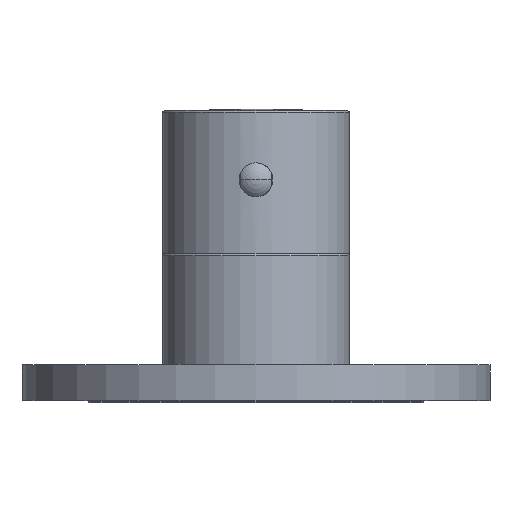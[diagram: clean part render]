
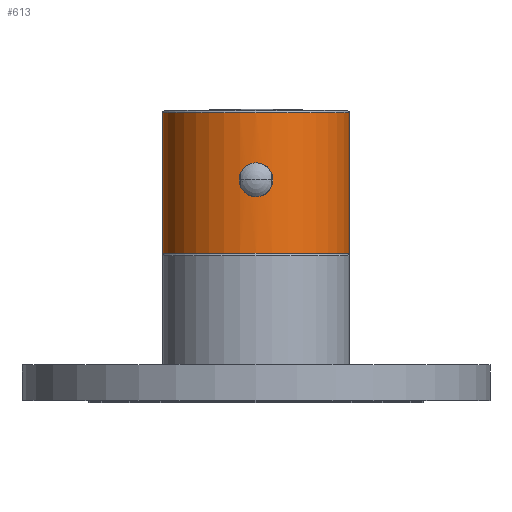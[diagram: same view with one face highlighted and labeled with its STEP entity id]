
A CAD part, top view. The second image highlights one B-rep face of the part: STEP entity #613.
In plain terms, the highlighted cylindrical face has radius 21 mm (diameter 42 mm), a partial arc.
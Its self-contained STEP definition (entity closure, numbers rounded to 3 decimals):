
#64=DIRECTION('',(0.,1.,0.));
#65=VECTOR('',#64,31.509);
#66=CARTESIAN_POINT('',(-21.,33.,0.));
#67=LINE('',#66,#65);
#68=CARTESIAN_POINT('',(0.,64.509,0.));
#69=DIRECTION('',(0.,1.,0.));
#70=DIRECTION('',(-1.,0.,0.));
#71=AXIS2_PLACEMENT_3D('',#68,#69,#70);
#73=DIRECTION('',(0.,-1.,0.));
#74=VECTOR('',#73,31.509);
#75=CARTESIAN_POINT('',(21.,64.509,0.));
#76=LINE('',#75,#74);
#77=CARTESIAN_POINT('',(0.,33.,0.));
#78=DIRECTION('',(0.,-1.,0.));
#79=DIRECTION('',(1.,0.,0.));
#80=AXIS2_PLACEMENT_3D('',#77,#78,#79);
#82=DIRECTION('',(0.,-1.,0.));
#83=VECTOR('',#82,2.778);
#84=CARTESIAN_POINT('',(3.537,50.889,20.7));
#85=LINE('',#84,#83);
#86=CARTESIAN_POINT('',(3.537,50.889,20.7));
#87=CARTESIAN_POINT('',(3.5,50.983,20.706));
#88=CARTESIAN_POINT('',(3.419,51.168,20.72));
#89=CARTESIAN_POINT('',(3.275,51.436,20.743));
#90=CARTESIAN_POINT('',(3.11,51.691,20.769));
#91=CARTESIAN_POINT('',(2.924,51.933,20.796));
#92=CARTESIAN_POINT('',(2.72,52.159,20.823));
#93=CARTESIAN_POINT('',(2.498,52.369,20.851));
#94=CARTESIAN_POINT('',(2.261,52.56,20.878));
#95=CARTESIAN_POINT('',(2.008,52.731,20.904));
#96=CARTESIAN_POINT('',(1.744,52.88,20.928));
#97=CARTESIAN_POINT('',(1.469,53.009,20.949));
#98=CARTESIAN_POINT('',(1.186,53.114,20.967));
#99=CARTESIAN_POINT('',(0.895,53.197,20.982));
#100=CARTESIAN_POINT('',(0.6,53.256,20.992));
#101=CARTESIAN_POINT('',(0.301,53.292,20.999));
#102=CARTESIAN_POINT('',(0.1,53.3,21.));
#103=CARTESIAN_POINT('',(0.,53.3,21.));
#105=CARTESIAN_POINT('',(0.,53.3,21.));
#106=CARTESIAN_POINT('',(-0.1,53.3,21.));
#107=CARTESIAN_POINT('',(-0.301,53.292,20.999));
#108=CARTESIAN_POINT('',(-0.6,53.256,20.992));
#109=CARTESIAN_POINT('',(-0.895,53.197,20.982));
#110=CARTESIAN_POINT('',(-1.186,53.114,20.967));
#111=CARTESIAN_POINT('',(-1.469,53.009,20.949));
#112=CARTESIAN_POINT('',(-1.744,52.88,20.928));
#113=CARTESIAN_POINT('',(-2.008,52.731,20.904));
#114=CARTESIAN_POINT('',(-2.261,52.56,20.878));
#115=CARTESIAN_POINT('',(-2.498,52.369,20.851));
#116=CARTESIAN_POINT('',(-2.72,52.159,20.823));
#117=CARTESIAN_POINT('',(-2.924,51.933,20.796));
#118=CARTESIAN_POINT('',(-3.11,51.691,20.769));
#119=CARTESIAN_POINT('',(-3.275,51.436,20.743));
#120=CARTESIAN_POINT('',(-3.419,51.168,20.72));
#121=CARTESIAN_POINT('',(-3.5,50.983,20.706));
#122=CARTESIAN_POINT('',(-3.537,50.889,20.7));
#124=DIRECTION('',(0.,-1.,0.));
#125=VECTOR('',#124,2.778);
#126=CARTESIAN_POINT('',(-3.537,50.889,20.7));
#127=LINE('',#126,#125);
#128=CARTESIAN_POINT('',(-3.537,48.111,20.7));
#129=CARTESIAN_POINT('',(-3.5,48.017,20.706));
#130=CARTESIAN_POINT('',(-3.419,47.832,20.72));
#131=CARTESIAN_POINT('',(-3.275,47.564,20.743));
#132=CARTESIAN_POINT('',(-3.11,47.309,20.769));
#133=CARTESIAN_POINT('',(-2.924,47.067,20.796));
#134=CARTESIAN_POINT('',(-2.72,46.841,20.823));
#135=CARTESIAN_POINT('',(-2.498,46.631,20.851));
#136=CARTESIAN_POINT('',(-2.261,46.44,20.878));
#137=CARTESIAN_POINT('',(-2.008,46.269,20.904));
#138=CARTESIAN_POINT('',(-1.744,46.12,20.928));
#139=CARTESIAN_POINT('',(-1.469,45.991,20.949));
#140=CARTESIAN_POINT('',(-1.186,45.886,20.967));
#141=CARTESIAN_POINT('',(-0.895,45.803,20.982));
#142=CARTESIAN_POINT('',(-0.6,45.744,20.992));
#143=CARTESIAN_POINT('',(-0.301,45.708,20.999));
#144=CARTESIAN_POINT('',(-0.1,45.7,21.));
#145=CARTESIAN_POINT('',(0.,45.7,21.));
#147=CARTESIAN_POINT('',(0.,45.7,21.));
#148=CARTESIAN_POINT('',(0.1,45.7,21.));
#149=CARTESIAN_POINT('',(0.301,45.708,20.999));
#150=CARTESIAN_POINT('',(0.6,45.744,20.992));
#151=CARTESIAN_POINT('',(0.895,45.803,20.982));
#152=CARTESIAN_POINT('',(1.186,45.886,20.967));
#153=CARTESIAN_POINT('',(1.469,45.991,20.949));
#154=CARTESIAN_POINT('',(1.744,46.12,20.928));
#155=CARTESIAN_POINT('',(2.008,46.269,20.904));
#156=CARTESIAN_POINT('',(2.261,46.44,20.878));
#157=CARTESIAN_POINT('',(2.498,46.631,20.851));
#158=CARTESIAN_POINT('',(2.72,46.841,20.823));
#159=CARTESIAN_POINT('',(2.924,47.067,20.796));
#160=CARTESIAN_POINT('',(3.11,47.309,20.769));
#161=CARTESIAN_POINT('',(3.275,47.564,20.743));
#162=CARTESIAN_POINT('',(3.419,47.832,20.72));
#163=CARTESIAN_POINT('',(3.5,48.017,20.706));
#164=CARTESIAN_POINT('',(3.537,48.111,20.7));
#442=CARTESIAN_POINT('',(21.,33.,0.));
#443=CARTESIAN_POINT('',(-21.,33.,0.));
#444=VERTEX_POINT('',#442);
#445=VERTEX_POINT('',#443);
#454=CARTESIAN_POINT('',(-21.,64.509,0.));
#455=CARTESIAN_POINT('',(21.,64.509,0.));
#456=VERTEX_POINT('',#454);
#457=VERTEX_POINT('',#455);
#466=CARTESIAN_POINT('',(3.537,50.889,20.7));
#467=CARTESIAN_POINT('',(3.537,48.111,20.7));
#468=VERTEX_POINT('',#466);
#469=VERTEX_POINT('',#467);
#470=CARTESIAN_POINT('',(-3.537,50.889,20.7));
#471=CARTESIAN_POINT('',(-3.537,48.111,20.7));
#472=VERTEX_POINT('',#470);
#473=VERTEX_POINT('',#471);
#474=VERTEX_POINT('',#103);
#475=VERTEX_POINT('',#145);
#588=CARTESIAN_POINT('',(0.,37.35,0.));
#589=DIRECTION('',(0.,-1.,0.));
#590=DIRECTION('',(-1.,0.,0.));
#591=AXIS2_PLACEMENT_3D('',#588,#589,#590);
#592=CYLINDRICAL_SURFACE('',#591,21.);
#594=ORIENTED_EDGE('',*,*,#593,.T.);
#596=ORIENTED_EDGE('',*,*,#595,.T.);
#598=ORIENTED_EDGE('',*,*,#597,.T.);
#600=ORIENTED_EDGE('',*,*,#599,.T.);
#601=EDGE_LOOP('',(#594,#596,#598,#600));
#602=FACE_OUTER_BOUND('',#601,.F.);
#604=ORIENTED_EDGE('',*,*,#603,.F.);
#605=ORIENTED_EDGE('',*,*,#507,.T.);
#606=ORIENTED_EDGE('',*,*,#557,.T.);
#608=ORIENTED_EDGE('',*,*,#607,.T.);
#609=ORIENTED_EDGE('',*,*,#553,.T.);
#610=ORIENTED_EDGE('',*,*,#511,.T.);
#611=EDGE_LOOP('',(#604,#605,#606,#608,#609,#610));
#612=FACE_BOUND('',#611,.F.);
#613=ADVANCED_FACE('',(#602,#612),#592,.T.);
#72=CIRCLE('',#71,21.);
#81=CIRCLE('',#80,21.);
#104=B_SPLINE_CURVE_WITH_KNOTS('',3,(#86,#87,#88,#89,#90,#91,#92,#93,#94,#95,
#96,#97,#98,#99,#100,#101,#102,#103),.UNSPECIFIED.,.F.,.F.,(4,1,1,1,1,1,1,1,1,1,
1,1,1,1,1,4),(0.,0.067,0.133,0.2,0.267,
0.333,0.4,0.467,0.533,0.6,
0.667,0.733,0.8,0.867,0.933,
1.),.UNSPECIFIED.);
#123=B_SPLINE_CURVE_WITH_KNOTS('',3,(#105,#106,#107,#108,#109,#110,#111,#112,
#113,#114,#115,#116,#117,#118,#119,#120,#121,#122),.UNSPECIFIED.,.F.,.F.,(4,1,1,
1,1,1,1,1,1,1,1,1,1,1,1,4),(0.,0.067,0.133,0.2,
0.267,0.333,0.4,0.467,0.533,
0.6,0.667,0.733,0.8,0.867,
0.933,1.),.UNSPECIFIED.);
#146=B_SPLINE_CURVE_WITH_KNOTS('',3,(#128,#129,#130,#131,#132,#133,#134,#135,
#136,#137,#138,#139,#140,#141,#142,#143,#144,#145),.UNSPECIFIED.,.F.,.F.,(4,1,1,
1,1,1,1,1,1,1,1,1,1,1,1,4),(0.,0.067,0.133,0.2,
0.267,0.333,0.4,0.467,0.533,
0.6,0.667,0.733,0.8,0.867,
0.933,1.),.UNSPECIFIED.);
#165=B_SPLINE_CURVE_WITH_KNOTS('',3,(#147,#148,#149,#150,#151,#152,#153,#154,
#155,#156,#157,#158,#159,#160,#161,#162,#163,#164),.UNSPECIFIED.,.F.,.F.,(4,1,1,
1,1,1,1,1,1,1,1,1,1,1,1,4),(0.,0.067,0.133,0.2,
0.267,0.333,0.4,0.467,0.533,
0.6,0.667,0.733,0.8,0.867,
0.933,1.),.UNSPECIFIED.);
#507=EDGE_CURVE('',#468,#474,#104,.T.);
#511=EDGE_CURVE('',#475,#469,#165,.T.);
#553=EDGE_CURVE('',#473,#475,#146,.T.);
#557=EDGE_CURVE('',#474,#472,#123,.T.);
#593=EDGE_CURVE('',#445,#456,#67,.T.);
#595=EDGE_CURVE('',#456,#457,#72,.T.);
#597=EDGE_CURVE('',#457,#444,#76,.T.);
#599=EDGE_CURVE('',#444,#445,#81,.T.);
#603=EDGE_CURVE('',#468,#469,#85,.T.);
#607=EDGE_CURVE('',#472,#473,#127,.T.);
